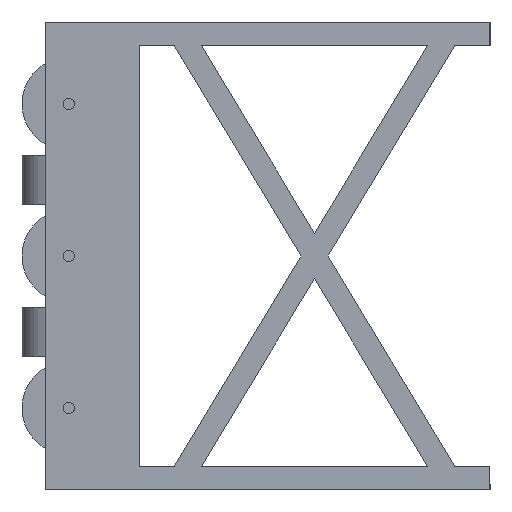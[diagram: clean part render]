
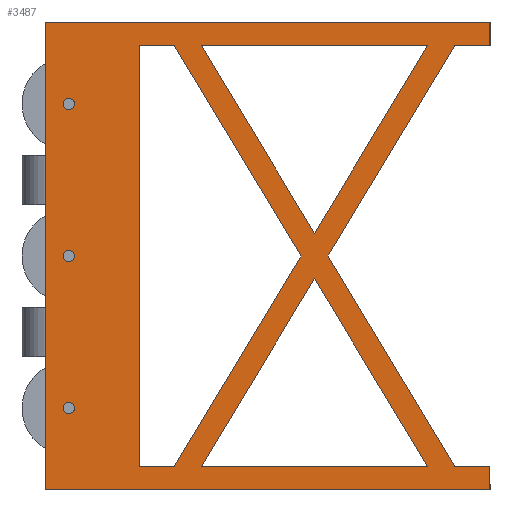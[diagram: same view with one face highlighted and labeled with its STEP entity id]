
A CAD part, left-side view. The second image highlights one B-rep face of the part: STEP entity #3487.
In plain terms, the highlighted planar face has unit normal (-1, 0, 0).
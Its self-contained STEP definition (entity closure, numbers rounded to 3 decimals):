
#123=FACE_BOUND('',#1315,.T.);
#124=FACE_BOUND('',#1316,.T.);
#125=FACE_BOUND('',#1317,.T.);
#126=FACE_BOUND('',#1318,.T.);
#127=FACE_BOUND('',#1319,.T.);
#128=FACE_BOUND('',#1320,.T.);
#272=LINE('',#5624,#557);
#343=LINE('',#5788,#628);
#346=LINE('',#5793,#631);
#348=LINE('',#5796,#633);
#349=LINE('',#5800,#634);
#352=LINE('',#5805,#637);
#354=LINE('',#5808,#639);
#357=LINE('',#5820,#642);
#360=LINE('',#5825,#645);
#362=LINE('',#5829,#647);
#364=LINE('',#5833,#649);
#366=LINE('',#5836,#651);
#367=LINE('',#5840,#652);
#370=LINE('',#5845,#655);
#372=LINE('',#5849,#657);
#374=LINE('',#5853,#659);
#376=LINE('',#5856,#661);
#378=LINE('',#5862,#663);
#382=LINE('',#5868,#667);
#383=LINE('',#5870,#668);
#557=VECTOR('',#4661,10.);
#628=VECTOR('',#4824,10.);
#631=VECTOR('',#4829,10.);
#633=VECTOR('',#4833,10.);
#634=VECTOR('',#4836,10.);
#637=VECTOR('',#4841,10.);
#639=VECTOR('',#4845,10.);
#642=VECTOR('',#4858,10.);
#645=VECTOR('',#4863,10.);
#647=VECTOR('',#4867,10.);
#649=VECTOR('',#4871,10.);
#651=VECTOR('',#4875,10.);
#652=VECTOR('',#4878,10.);
#655=VECTOR('',#4883,10.);
#657=VECTOR('',#4887,10.);
#659=VECTOR('',#4891,10.);
#661=VECTOR('',#4895,10.);
#663=VECTOR('',#4899,10.);
#667=VECTOR('',#4905,10.);
#668=VECTOR('',#4908,10.);
#994=FACE_OUTER_BOUND('',#1314,.T.);
#1314=EDGE_LOOP('',(#2997,#2998,#2999,#3000,#3001,#3002,#3003,#3004,#3005));
#1315=EDGE_LOOP('',(#3006,#3007,#3008,#3009,#3010));
#1316=EDGE_LOOP('',(#3011));
#1317=EDGE_LOOP('',(#3012));
#1318=EDGE_LOOP('',(#3013,#3014,#3015));
#1319=EDGE_LOOP('',(#3016,#3017,#3018));
#1320=EDGE_LOOP('',(#3019));
#1506=CIRCLE('',#3876,12.);
#1507=CIRCLE('',#3884,12.);
#1508=CIRCLE('',#3886,12.);
#1696=VERTEX_POINT('',#5608);
#1703=VERTEX_POINT('',#5622);
#1748=VERTEX_POINT('',#5782);
#1749=VERTEX_POINT('',#5786);
#1750=VERTEX_POINT('',#5787);
#1751=VERTEX_POINT('',#5792);
#1752=VERTEX_POINT('',#5798);
#1753=VERTEX_POINT('',#5799);
#1754=VERTEX_POINT('',#5804);
#1755=VERTEX_POINT('',#5810);
#1756=VERTEX_POINT('',#5814);
#1757=VERTEX_POINT('',#5818);
#1758=VERTEX_POINT('',#5819);
#1759=VERTEX_POINT('',#5824);
#1760=VERTEX_POINT('',#5828);
#1761=VERTEX_POINT('',#5832);
#1762=VERTEX_POINT('',#5838);
#1763=VERTEX_POINT('',#5839);
#1764=VERTEX_POINT('',#5844);
#1765=VERTEX_POINT('',#5848);
#1766=VERTEX_POINT('',#5852);
#1767=VERTEX_POINT('',#5858);
#1769=VERTEX_POINT('',#5861);
#2067=EDGE_CURVE('',#1696,#1703,#272,.T.);
#2153=EDGE_CURVE('',#1748,#1748,#1506,.T.);
#2154=EDGE_CURVE('',#1749,#1750,#343,.T.);
#2157=EDGE_CURVE('',#1750,#1751,#346,.T.);
#2159=EDGE_CURVE('',#1751,#1749,#348,.T.);
#2160=EDGE_CURVE('',#1752,#1753,#349,.T.);
#2163=EDGE_CURVE('',#1753,#1754,#352,.T.);
#2165=EDGE_CURVE('',#1754,#1752,#354,.T.);
#2167=EDGE_CURVE('',#1755,#1755,#1507,.T.);
#2169=EDGE_CURVE('',#1756,#1756,#1508,.T.);
#2170=EDGE_CURVE('',#1757,#1758,#357,.T.);
#2173=EDGE_CURVE('',#1758,#1759,#360,.T.);
#2175=EDGE_CURVE('',#1759,#1760,#362,.T.);
#2177=EDGE_CURVE('',#1760,#1761,#364,.T.);
#2179=EDGE_CURVE('',#1761,#1757,#366,.T.);
#2180=EDGE_CURVE('',#1762,#1763,#367,.T.);
#2183=EDGE_CURVE('',#1763,#1764,#370,.T.);
#2185=EDGE_CURVE('',#1765,#1764,#372,.T.);
#2187=EDGE_CURVE('',#1765,#1766,#374,.T.);
#2189=EDGE_CURVE('',#1703,#1766,#376,.T.);
#2191=EDGE_CURVE('',#1769,#1767,#378,.T.);
#2195=EDGE_CURVE('',#1769,#1762,#382,.T.);
#2196=EDGE_CURVE('',#1767,#1696,#383,.T.);
#2997=ORIENTED_EDGE('',*,*,#2195,.F.);
#2998=ORIENTED_EDGE('',*,*,#2191,.T.);
#2999=ORIENTED_EDGE('',*,*,#2196,.T.);
#3000=ORIENTED_EDGE('',*,*,#2067,.T.);
#3001=ORIENTED_EDGE('',*,*,#2189,.T.);
#3002=ORIENTED_EDGE('',*,*,#2187,.F.);
#3003=ORIENTED_EDGE('',*,*,#2185,.T.);
#3004=ORIENTED_EDGE('',*,*,#2183,.F.);
#3005=ORIENTED_EDGE('',*,*,#2180,.F.);
#3006=ORIENTED_EDGE('',*,*,#2179,.F.);
#3007=ORIENTED_EDGE('',*,*,#2177,.F.);
#3008=ORIENTED_EDGE('',*,*,#2175,.F.);
#3009=ORIENTED_EDGE('',*,*,#2173,.F.);
#3010=ORIENTED_EDGE('',*,*,#2170,.F.);
#3011=ORIENTED_EDGE('',*,*,#2169,.F.);
#3012=ORIENTED_EDGE('',*,*,#2167,.F.);
#3013=ORIENTED_EDGE('',*,*,#2165,.F.);
#3014=ORIENTED_EDGE('',*,*,#2163,.F.);
#3015=ORIENTED_EDGE('',*,*,#2160,.F.);
#3016=ORIENTED_EDGE('',*,*,#2159,.F.);
#3017=ORIENTED_EDGE('',*,*,#2157,.F.);
#3018=ORIENTED_EDGE('',*,*,#2154,.F.);
#3019=ORIENTED_EDGE('',*,*,#2153,.F.);
#3260=PLANE('',#3899);
#3487=ADVANCED_FACE('',(#994,#123,#124,#125,#126,#127,#128),#3260,.F.);
#3876=AXIS2_PLACEMENT_3D('',#5784,#4820,#4821);
#3884=AXIS2_PLACEMENT_3D('',#5812,#4849,#4850);
#3886=AXIS2_PLACEMENT_3D('',#5816,#4854,#4855);
#3899=AXIS2_PLACEMENT_3D('',#5869,#4906,#4907);
#4661=DIRECTION('',(0.,-1.,0.));
#4820=DIRECTION('center_axis',(-1.,0.,0.));
#4821=DIRECTION('ref_axis',(0.,0.,-1.));
#4824=DIRECTION('',(0.,0.516,0.857));
#4829=DIRECTION('',(0.,0.516,-0.857));
#4833=DIRECTION('',(0.,-1.,0.));
#4836=DIRECTION('',(0.,1.,0.));
#4841=DIRECTION('',(0.,-0.516,-0.857));
#4845=DIRECTION('',(0.,-0.516,0.857));
#4849=DIRECTION('center_axis',(-1.,0.,0.));
#4850=DIRECTION('ref_axis',(0.,0.,-1.));
#4854=DIRECTION('center_axis',(-1.,0.,0.));
#4855=DIRECTION('ref_axis',(0.,0.,-1.));
#4858=DIRECTION('',(0.,0.516,0.857));
#4863=DIRECTION('',(0.,1.,0.));
#4867=DIRECTION('',(0.,0.,-1.));
#4871=DIRECTION('',(0.,-1.,0.));
#4875=DIRECTION('',(0.,-0.516,0.857));
#4878=DIRECTION('',(0.,1.,0.));
#4883=DIRECTION('',(0.,0.516,-0.857));
#4887=DIRECTION('',(0.,0.516,0.857));
#4891=DIRECTION('',(0.,-1.,0.));
#4895=DIRECTION('',(0.,0.,1.));
#4899=DIRECTION('',(0.,1.,0.));
#4905=DIRECTION('',(0.,0.,-1.));
#4906=DIRECTION('center_axis',(1.,0.,0.));
#4907=DIRECTION('ref_axis',(0.,0.,-1.));
#4908=DIRECTION('',(0.,0.,-1.));
#5608=CARTESIAN_POINT('',(-500.,950.,-500.));
#5622=CARTESIAN_POINT('',(-500.,0.,-500.));
#5624=CARTESIAN_POINT('',(-500.,950.,-500.));
#5782=CARTESIAN_POINT('',(-500.,900.,12.));
#5784=CARTESIAN_POINT('Origin',(-500.,900.,0.));
#5786=CARTESIAN_POINT('',(-500.,133.357,-450.));
#5787=CARTESIAN_POINT('',(-500.,375.,-48.483));
#5788=CARTESIAN_POINT('',(-500.,133.357,-450.));
#5792=CARTESIAN_POINT('',(-500.,616.643,-450.));
#5793=CARTESIAN_POINT('',(-500.,75.,450.));
#5796=CARTESIAN_POINT('',(-500.,750.,-450.));
#5798=CARTESIAN_POINT('',(-500.,133.357,450.));
#5799=CARTESIAN_POINT('',(-500.,616.643,450.));
#5800=CARTESIAN_POINT('',(-500.,0.,450.));
#5804=CARTESIAN_POINT('',(-500.,375.,48.483));
#5805=CARTESIAN_POINT('',(-500.,75.,-450.));
#5808=CARTESIAN_POINT('',(-500.,133.357,450.));
#5810=CARTESIAN_POINT('',(-500.,900.,337.));
#5812=CARTESIAN_POINT('Origin',(-500.,900.,325.));
#5814=CARTESIAN_POINT('',(-500.,900.,-313.));
#5816=CARTESIAN_POINT('Origin',(-500.,900.,-325.));
#5818=CARTESIAN_POINT('',(-500.,404.178,0.));
#5819=CARTESIAN_POINT('',(-500.,675.,450.));
#5820=CARTESIAN_POINT('',(-500.,133.357,-450.));
#5824=CARTESIAN_POINT('',(-500.,750.,450.));
#5825=CARTESIAN_POINT('',(-500.,0.,450.));
#5828=CARTESIAN_POINT('',(-500.,750.,-450.));
#5829=CARTESIAN_POINT('',(-500.,750.,450.));
#5832=CARTESIAN_POINT('',(-500.,675.,-450.));
#5833=CARTESIAN_POINT('',(-500.,750.,-450.));
#5836=CARTESIAN_POINT('',(-500.,133.357,450.));
#5838=CARTESIAN_POINT('',(-500.,0.,450.));
#5839=CARTESIAN_POINT('',(-500.,75.,450.));
#5840=CARTESIAN_POINT('',(-500.,0.,450.));
#5844=CARTESIAN_POINT('',(-500.,345.822,0.));
#5845=CARTESIAN_POINT('',(-500.,75.,450.));
#5848=CARTESIAN_POINT('',(-500.,75.,-450.));
#5849=CARTESIAN_POINT('',(-500.,75.,-450.));
#5852=CARTESIAN_POINT('',(-500.,0.,-450.));
#5853=CARTESIAN_POINT('',(-500.,750.,-450.));
#5856=CARTESIAN_POINT('',(-500.,0.,-500.));
#5858=CARTESIAN_POINT('',(-500.,950.,500.));
#5861=CARTESIAN_POINT('',(-500.,0.,500.));
#5862=CARTESIAN_POINT('',(-500.,0.,500.));
#5868=CARTESIAN_POINT('',(-500.,0.,500.));
#5869=CARTESIAN_POINT('Origin',(-500.,475.,0.));
#5870=CARTESIAN_POINT('',(-500.,950.,500.));
